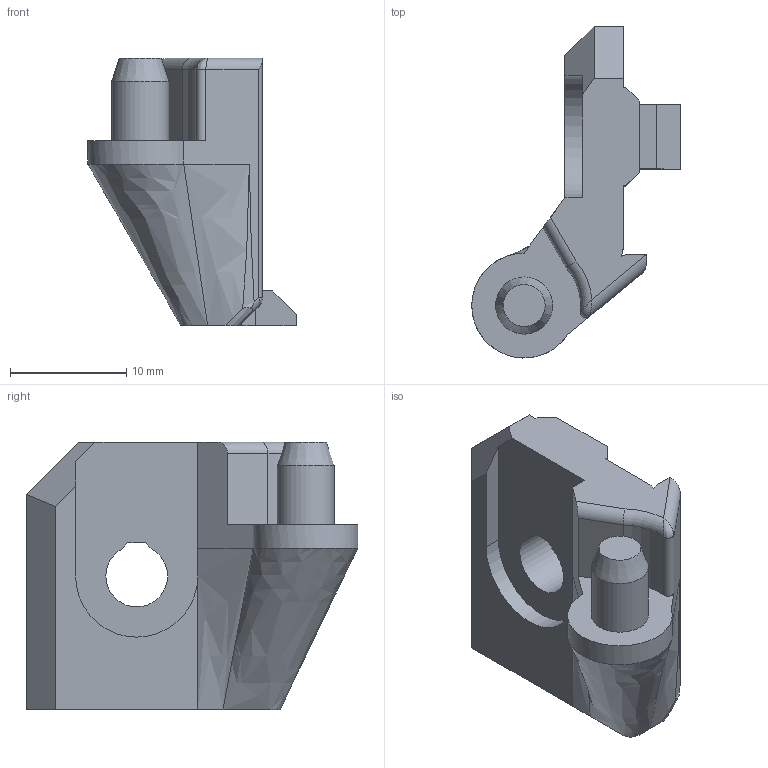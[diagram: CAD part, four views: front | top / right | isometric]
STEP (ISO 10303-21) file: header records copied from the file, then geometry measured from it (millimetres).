
FILE_DESCRIPTION(/* description */ (''),/* implementation_level */ '2;1');
FILE_NAME(/* name */ 'rambo_lid_lower_hinge.step',/* time_stamp */ '2018-02-15T10:44:32+01:00',/* author */ ('gregsaun'),/* organization */ (''),/* preprocessor_version */ 'ST-DEVELOPER v16.13',/* originating_system */ 'Autodesk Translation Framework v6.5.0.72',/* authorisation */ '');
FILE_SCHEMA (('AUTOMOTIVE_DESIGN { 1 0 10303 214 3 1 1 }'));
Length unit declared in the file: millimetre
Products named in the file (1): rambo_lid_lower_hinge
Bounding box: 17.9 x 28.5 x 23 mm (x, y, z)
Volume: 3308 mm3; surface area: 2030.7 mm2
Topology: 1 solids, 2 shells, 64 faces, 161 edges, 103 vertices
Faces by surface type: plane 40, cylinder 15, bspline 6, torus 1, sphere 1, cone 1
Full cylindrical faces by diameter (mm): 0.101 x1, 0.9 x1, 1.5 x2, 4.9 x1
Entity records: 2185 total; most frequent: CARTESIAN_POINT 628, ORIENTED_EDGE 318, DIRECTION 297, EDGE_CURVE 159, LINE 117, VECTOR 117, VERTEX_POINT 103, AXIS2_PLACEMENT_3D 90
